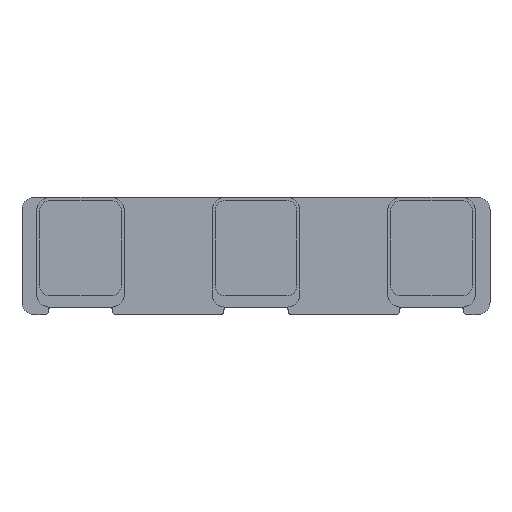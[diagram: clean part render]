
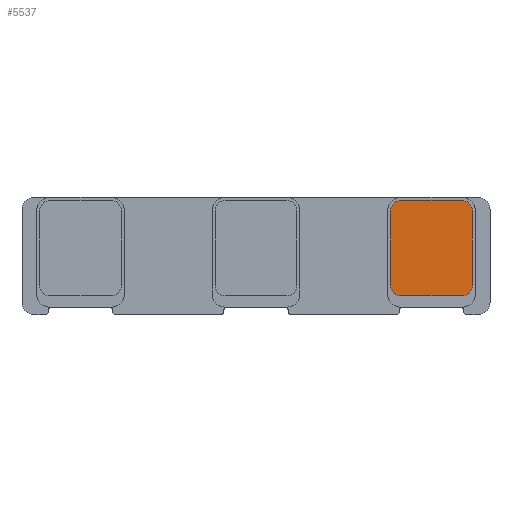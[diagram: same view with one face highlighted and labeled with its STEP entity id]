
A CAD part, top view. The second image highlights one B-rep face of the part: STEP entity #5537.
In plain terms, the highlighted planar face has unit normal (0, 0, 1).
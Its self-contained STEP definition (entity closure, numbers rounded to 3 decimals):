
#5537 = ADVANCED_FACE('',(#5538),#5608,.T.);
#5538 = FACE_BOUND('',#5539,.T.);
#5539 = EDGE_LOOP('',(#5540,#5551,#5559,#5568,#5576,#5585,#5593,#5602));
#5540 = ORIENTED_EDGE('',*,*,#5541,.T.);
#5541 = EDGE_CURVE('',#5542,#5544,#5546,.T.);
#5542 = VERTEX_POINT('',#5543);
#5543 = CARTESIAN_POINT('',(46.05,-0.1,
    1.5));
#5544 = VERTEX_POINT('',#5545);
#5545 = CARTESIAN_POINT('',(49.55,-3.6,
    1.5));
#5546 = CIRCLE('',#5547,3.5);
#5547 = AXIS2_PLACEMENT_3D('',#5548,#5549,#5550);
#5548 = CARTESIAN_POINT('',(49.55,-0.1,
    1.5));
#5549 = DIRECTION('',(0.,0.,1.));
#5550 = DIRECTION('',(0.,-1.,0.));
#5551 = ORIENTED_EDGE('',*,*,#5552,.T.);
#5552 = EDGE_CURVE('',#5544,#5553,#5555,.T.);
#5553 = VERTEX_POINT('',#5554);
#5554 = CARTESIAN_POINT('',(70.45,-3.6,
    1.5));
#5555 = LINE('',#5556,#5557);
#5556 = CARTESIAN_POINT('',(49.55,-3.6,
    1.5));
#5557 = VECTOR('',#5558,1.);
#5558 = DIRECTION('',(1.,0.,0.));
#5559 = ORIENTED_EDGE('',*,*,#5560,.T.);
#5560 = EDGE_CURVE('',#5553,#5561,#5563,.T.);
#5561 = VERTEX_POINT('',#5562);
#5562 = CARTESIAN_POINT('',(73.95,-0.1,
    1.5));
#5563 = CIRCLE('',#5564,3.5);
#5564 = AXIS2_PLACEMENT_3D('',#5565,#5566,#5567);
#5565 = CARTESIAN_POINT('',(70.45,-0.1,
    1.5));
#5566 = DIRECTION('',(0.,0.,1.));
#5567 = DIRECTION('',(0.,-1.,0.));
#5568 = ORIENTED_EDGE('',*,*,#5569,.T.);
#5569 = EDGE_CURVE('',#5561,#5570,#5572,.T.);
#5570 = VERTEX_POINT('',#5571);
#5571 = CARTESIAN_POINT('',(73.95,25.5,
    1.5));
#5572 = LINE('',#5573,#5574);
#5573 = CARTESIAN_POINT('',(73.95,25.5,
    1.5));
#5574 = VECTOR('',#5575,1.);
#5575 = DIRECTION('',(0.,1.,0.));
#5576 = ORIENTED_EDGE('',*,*,#5577,.T.);
#5577 = EDGE_CURVE('',#5570,#5578,#5580,.T.);
#5578 = VERTEX_POINT('',#5579);
#5579 = CARTESIAN_POINT('',(70.45,29.,
    1.5));
#5580 = CIRCLE('',#5581,3.5);
#5581 = AXIS2_PLACEMENT_3D('',#5582,#5583,#5584);
#5582 = CARTESIAN_POINT('',(70.45,25.5,
    1.5));
#5583 = DIRECTION('',(0.,0.,1.));
#5584 = DIRECTION('',(0.,-1.,0.));
#5585 = ORIENTED_EDGE('',*,*,#5586,.T.);
#5586 = EDGE_CURVE('',#5578,#5587,#5589,.T.);
#5587 = VERTEX_POINT('',#5588);
#5588 = CARTESIAN_POINT('',(49.55,29.,
    1.5));
#5589 = LINE('',#5590,#5591);
#5590 = CARTESIAN_POINT('',(49.55,29.,
    1.5));
#5591 = VECTOR('',#5592,1.);
#5592 = DIRECTION('',(-1.,0.,0.));
#5593 = ORIENTED_EDGE('',*,*,#5594,.T.);
#5594 = EDGE_CURVE('',#5587,#5595,#5597,.T.);
#5595 = VERTEX_POINT('',#5596);
#5596 = CARTESIAN_POINT('',(46.05,25.5,
    1.5));
#5597 = CIRCLE('',#5598,3.5);
#5598 = AXIS2_PLACEMENT_3D('',#5599,#5600,#5601);
#5599 = CARTESIAN_POINT('',(49.55,25.5,
    1.5));
#5600 = DIRECTION('',(0.,0.,1.));
#5601 = DIRECTION('',(0.,-1.,0.));
#5602 = ORIENTED_EDGE('',*,*,#5603,.T.);
#5603 = EDGE_CURVE('',#5595,#5542,#5604,.T.);
#5604 = LINE('',#5605,#5606);
#5605 = CARTESIAN_POINT('',(46.05,25.5,
    1.5));
#5606 = VECTOR('',#5607,1.);
#5607 = DIRECTION('',(0.,-1.,0.));
#5608 = PLANE('',#5609);
#5609 = AXIS2_PLACEMENT_3D('',#5610,#5611,#5612);
#5610 = CARTESIAN_POINT('',(49.55,-0.1,
    1.5));
#5611 = DIRECTION('',(0.,0.,1.));
#5612 = DIRECTION('',(0.,-1.,0.));
